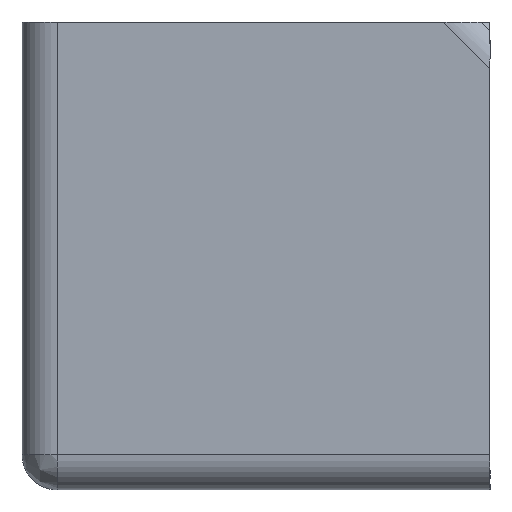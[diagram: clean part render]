
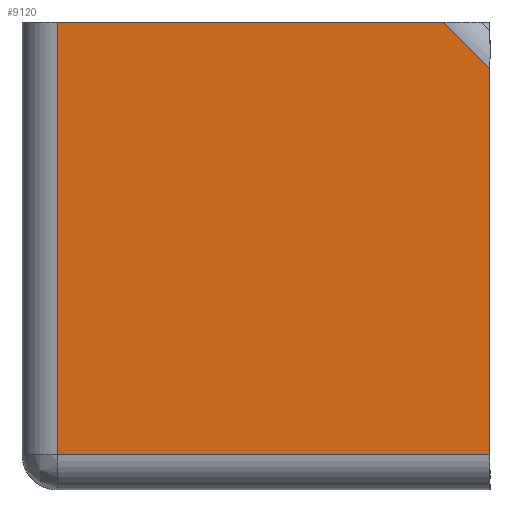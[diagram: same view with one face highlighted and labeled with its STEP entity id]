
A CAD part, front view. The second image highlights one B-rep face of the part: STEP entity #9120.
In plain terms, the highlighted planar face has unit normal (0, -1, 0).
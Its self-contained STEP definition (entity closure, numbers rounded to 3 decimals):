
#173 = CARTESIAN_POINT ( 'NONE',  ( 0., 0., 40. ) ) ;
#226 = LINE ( 'NONE', #653, #10537 ) ;
#363 = LINE ( 'NONE', #9169, #1189 ) ;
#506 = DIRECTION ( 'NONE',  ( 0.707, 0., -0.707 ) ) ;
#653 = CARTESIAN_POINT ( 'NONE',  ( 40., 0., 40. ) ) ;
#850 = CARTESIAN_POINT ( 'NONE',  ( 3., 0., 40. ) ) ;
#1189 = VECTOR ( 'NONE', #2590, 1000. ) ;
#1697 = EDGE_CURVE ( 'NONE', #14183, #12088, #363, .T. ) ;
#1701 = ORIENTED_EDGE ( 'NONE', *, *, #11388, .F. ) ;
#2272 = DIRECTION ( 'NONE',  ( 1., 0., 0. ) ) ;
#2590 = DIRECTION ( 'NONE',  ( -1., 0., 0. ) ) ;
#2890 = CARTESIAN_POINT ( 'NONE',  ( 36.04, 0., 40. ) ) ;
#3293 = LINE ( 'NONE', #2890, #14111 ) ;
#3739 = CARTESIAN_POINT ( 'NONE',  ( 40., 0., 3. ) ) ;
#4396 = VECTOR ( 'NONE', #2272, 1000. ) ;
#4443 = EDGE_CURVE ( 'NONE', #8384, #9396, #8540, .T. ) ;
#5387 = DIRECTION ( 'NONE',  ( 0., 0., -1. ) ) ;
#6789 = VECTOR ( 'NONE', #8423, 1000. ) ;
#7361 = CARTESIAN_POINT ( 'NONE',  ( 3., 0., 40. ) ) ;
#8384 = VERTEX_POINT ( 'NONE', #850 ) ;
#8423 = DIRECTION ( 'NONE',  ( 0., 0., 1. ) ) ;
#8537 = PLANE ( 'NONE',  #13614 ) ;
#8540 = LINE ( 'NONE', #173, #4396 ) ;
#8549 = ORIENTED_EDGE ( 'NONE', *, *, #4443, .F. ) ;
#8750 = CARTESIAN_POINT ( 'NONE',  ( 3., 0., 3. ) ) ;
#9120 = ADVANCED_FACE ( 'NONE', ( #13359 ), #8537, .F. ) ;
#9169 = CARTESIAN_POINT ( 'NONE',  ( 0., 0., 3. ) ) ;
#9396 = VERTEX_POINT ( 'NONE', #10392 ) ;
#9656 = CARTESIAN_POINT ( 'NONE',  ( 40., 0., 36.04 ) ) ;
#9701 = LINE ( 'NONE', #7361, #6789 ) ;
#10052 = EDGE_LOOP ( 'NONE', ( #8549, #1701, #10363, #13085, #13527 ) ) ;
#10363 = ORIENTED_EDGE ( 'NONE', *, *, #1697, .F. ) ;
#10392 = CARTESIAN_POINT ( 'NONE',  ( 36.04, 0., 40. ) ) ;
#10537 = VECTOR ( 'NONE', #5387, 1000. ) ;
#11388 = EDGE_CURVE ( 'NONE', #12088, #8384, #9701, .T. ) ;
#11472 = VERTEX_POINT ( 'NONE', #9656 ) ;
#11656 = DIRECTION ( 'NONE',  ( 0., 1., 0. ) ) ;
#12088 = VERTEX_POINT ( 'NONE', #8750 ) ;
#12901 = CARTESIAN_POINT ( 'NONE',  ( 0., 0., 40. ) ) ;
#13085 = ORIENTED_EDGE ( 'NONE', *, *, #13482, .F. ) ;
#13359 = FACE_OUTER_BOUND ( 'NONE', #10052, .T. ) ;
#13482 = EDGE_CURVE ( 'NONE', #11472, #14183, #226, .T. ) ;
#13527 = ORIENTED_EDGE ( 'NONE', *, *, #13845, .F. ) ;
#13614 = AXIS2_PLACEMENT_3D ( 'NONE', #12901, #11656, #13889 ) ;
#13845 = EDGE_CURVE ( 'NONE', #9396, #11472, #3293, .T. ) ;
#13889 = DIRECTION ( 'NONE',  ( 0., 0., 1. ) ) ;
#14111 = VECTOR ( 'NONE', #506, 1000. ) ;
#14183 = VERTEX_POINT ( 'NONE', #3739 ) ;
